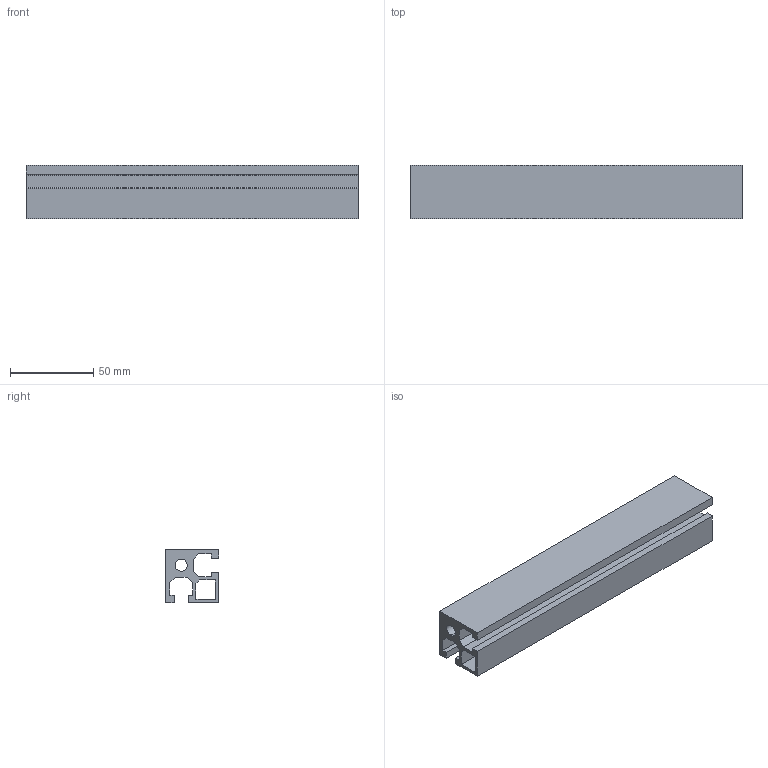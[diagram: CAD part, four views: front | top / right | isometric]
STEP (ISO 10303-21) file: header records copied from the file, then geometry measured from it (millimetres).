
FILE_DESCRIPTION (( 'STEP AP203' ), '1' );
FILE_NAME ('1.01.02.0012-profilo -alluminio-3D-32x32.STEP', '2018-11-27T15:12:01', ( '' ), ( '' ), 'SwSTEP 2.0', 'SolidWorks 2018', '' );
FILE_SCHEMA (( 'CONFIG_CONTROL_DESIGN' ));
Length unit declared in the file: millimetre
Products named in the file (1): 1.01.02.0012-profilo -alluminio-3D-32x32
Bounding box: 200 x 32 x 32 mm (x, y, z)
Volume: 99242.2 mm3; surface area: 55312.8 mm2
Topology: 1 solids, 1 shells, 33 faces, 93 edges, 62 vertices
Faces by surface type: plane 31, cylinder 2
Entity records: 1136 total; most frequent: CARTESIAN_POINT 189, ORIENTED_EDGE 186, DIRECTION 165, EDGE_CURVE 93, LINE 89, VECTOR 89, VERTEX_POINT 62, AXIS2_PLACEMENT_3D 38
